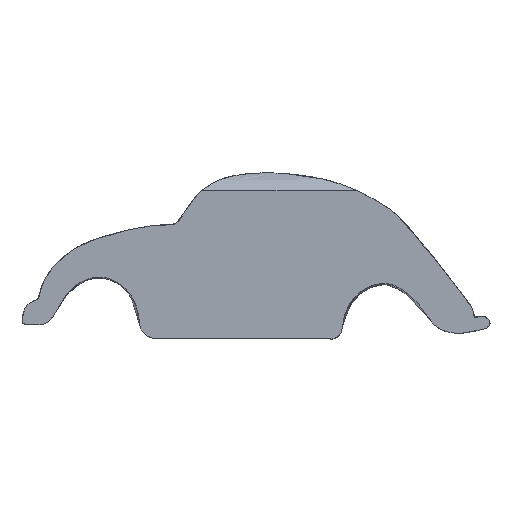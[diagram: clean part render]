
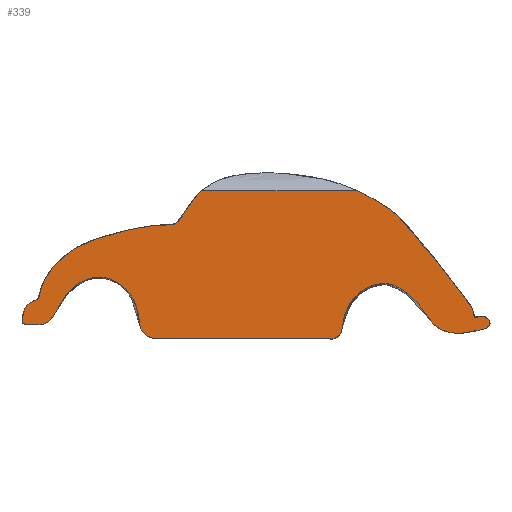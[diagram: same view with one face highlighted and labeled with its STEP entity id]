
A CAD part, left-side view. The second image highlights one B-rep face of the part: STEP entity #339.
In plain terms, the highlighted planar face has unit normal (-1, 0, 0).
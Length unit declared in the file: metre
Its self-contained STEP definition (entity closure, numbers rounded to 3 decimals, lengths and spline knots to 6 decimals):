
#22=PLANE('',#492);
#45=LINE('',#1223,#77);
#77=VECTOR('',#521,1.);
#120=ORIENTED_EDGE('',*,*,#203,.F.);
#121=ORIENTED_EDGE('',*,*,#198,.T.);
#198=EDGE_CURVE('',#240,#241,#262,.T.);
#203=EDGE_CURVE('',#240,#241,#45,.F.);
#240=VERTEX_POINT('',#1126);
#241=VERTEX_POINT('',#1127);
#262=B_SPLINE_CURVE_WITH_KNOTS('',3,(#1067,#1068,#1069,#1070,#1071,#1072,
#1073,#1074,#1075,#1076,#1077,#1078,#1079,#1080,#1081,#1082,#1083,#1084,
#1085,#1086,#1087,#1088,#1089,#1090,#1091,#1092,#1093,#1094,#1095,#1096,
#1097,#1098,#1099,#1100,#1101,#1102,#1103,#1104,#1105,#1106,#1107,#1108,
#1109,#1110,#1111,#1112,#1113,#1114,#1115,#1116,#1117,#1118,#1119,#1120,
#1121,#1122,#1123,#1124,#1125),.UNSPECIFIED.,.T.,.F.,(4,1,1,1,1,1,1,1,1,
1,1,1,1,1,1,1,1,1,1,1,1,1,1,1,1,1,1,1,1,1,1,1,1,1,1,1,1,1,1,1,1,1,1,1,1,
1,1,1,1,1,1,1,1,3,4),(0.010418,0.023368,0.035368,
0.04687,0.067024,0.088214,0.114154,
0.138973,0.158987,0.185977,0.211963,
0.239562,0.26651,0.286352,0.306662,
0.327038,0.338652,0.359267,0.384738,0.409355,
0.433741,0.454844,0.468799,0.482843,
0.497475,0.509204,0.522318,0.537163,
0.554587,0.574662,0.59168,0.608208,
0.625696,0.64521,0.661961,0.678056,
0.691775,0.705772,0.721173,0.775277,
0.785509,0.794664,0.805115,0.822714,
0.841932,0.860993,0.879506,0.897462,
0.915438,0.933764,0.951598,0.96924,
0.984159,1.,1.010418),.UNSPECIFIED.);
#272=EDGE_LOOP('',(#120,#121));
#296=FACE_BOUND('',#272,.T.);
#339=ADVANCED_FACE('',(#296),#22,.F.);
#492=AXIS2_PLACEMENT_3D('',#1222,#519,#520);
#519=DIRECTION('',(1.,0.,0.));
#520=DIRECTION('',(0.,1.,0.));
#521=DIRECTION('',(0.,1.,0.));
#1067=CARTESIAN_POINT('',(0.,-0.044534,-0.006833));
#1068=CARTESIAN_POINT('',(0.,-0.044428,-0.0063));
#1069=CARTESIAN_POINT('',(0.,-0.043199,-0.00508));
#1070=CARTESIAN_POINT('',(0.,-0.041123,-0.006297));
#1071=CARTESIAN_POINT('',(0.,-0.041383,-0.003907));
#1072=CARTESIAN_POINT('',(0.,-0.038059,-0.000505));
#1073=CARTESIAN_POINT('',(0.,-0.035467,0.003628));
#1074=CARTESIAN_POINT('',(0.,-0.030596,0.009381));
#1075=CARTESIAN_POINT('',(0.,-0.026088,0.014843));
#1076=CARTESIAN_POINT('',(0.,-0.022448,0.017539));
#1077=CARTESIAN_POINT('',(0.,-0.014846,0.021429));
#1078=CARTESIAN_POINT('',(0.,-0.007553,0.023053));
#1079=CARTESIAN_POINT('',(0.,0.00093,0.023885));
#1080=CARTESIAN_POINT('',(0.,0.009246,0.023004));
#1081=CARTESIAN_POINT('',(0.,0.013345,0.02076));
#1082=CARTESIAN_POINT('',(0.,0.016583,0.017591));
#1083=CARTESIAN_POINT('',(0.,0.018884,0.012945));
#1084=CARTESIAN_POINT('',(0.,0.020767,0.013111));
#1085=CARTESIAN_POINT('',(0.,0.025783,0.012827));
#1086=CARTESIAN_POINT('',(0.,0.032675,0.011129));
#1087=CARTESIAN_POINT('',(0.,0.039171,0.00903));
#1088=CARTESIAN_POINT('',(0.,0.044456,0.004787));
#1089=CARTESIAN_POINT('',(0.,0.047012,0.000266));
#1090=CARTESIAN_POINT('',(0.,0.047012,-0.002396));
#1091=CARTESIAN_POINT('',(0.,0.049751,-0.002903));
#1092=CARTESIAN_POINT('',(0.,0.050456,-0.005278));
#1093=CARTESIAN_POINT('',(0.,0.050873,-0.007362));
#1094=CARTESIAN_POINT('',(0.,0.048371,-0.007086));
#1095=CARTESIAN_POINT('',(0.,0.045794,-0.007577));
#1096=CARTESIAN_POINT('',(0.,0.043475,-0.004567));
#1097=CARTESIAN_POINT('',(0.,0.041496,-0.000554));
#1098=CARTESIAN_POINT('',(0.,0.038768,0.001439));
#1099=CARTESIAN_POINT('',(0.,0.035747,0.002595));
#1100=CARTESIAN_POINT('',(0.,0.032165,0.00218));
#1101=CARTESIAN_POINT('',(0.,0.028655,-0.000614));
#1102=CARTESIAN_POINT('',(0.,0.027288,-0.003487));
#1103=CARTESIAN_POINT('',(0.,0.026724,-0.00642));
#1104=CARTESIAN_POINT('',(0.,0.026555,-0.008622));
#1105=CARTESIAN_POINT('',(0.,0.024165,-0.010203));
#1106=CARTESIAN_POINT('',(0.,0.022271,-0.009952));
#1107=CARTESIAN_POINT('',(0.,-0.011502,-0.009848));
#1108=CARTESIAN_POINT('',(0.,-0.012413,-0.01031));
#1109=CARTESIAN_POINT('',(0.,-0.013527,-0.009844));
#1110=CARTESIAN_POINT('',(0.,-0.014521,-0.00892));
#1111=CARTESIAN_POINT('',(0.,-0.014735,-0.005225));
#1112=CARTESIAN_POINT('',(0.,-0.016742,-0.00159));
#1113=CARTESIAN_POINT('',(0.,-0.020184,0.000896));
#1114=CARTESIAN_POINT('',(0.,-0.024322,0.001392));
#1115=CARTESIAN_POINT('',(0.,-0.027523,-0.00067));
#1116=CARTESIAN_POINT('',(0.,-0.030318,-0.003065));
#1117=CARTESIAN_POINT('',(0.,-0.032113,-0.006482));
#1118=CARTESIAN_POINT('',(0.,-0.03499,-0.008845));
#1119=CARTESIAN_POINT('',(0.,-0.038722,-0.009163));
#1120=CARTESIAN_POINT('',(0.,-0.041047,-0.008629));
#1121=CARTESIAN_POINT('',(0.,-0.043228,-0.008296));
#1122=CARTESIAN_POINT('',(0.,-0.043911,-0.007893));
#1123=CARTESIAN_POINT('',(0.,-0.04436,-0.007628));
#1124=CARTESIAN_POINT('',(0.,-0.044619,-0.007263));
#1125=CARTESIAN_POINT('',(0.,-0.044534,-0.006833));
#1126=CARTESIAN_POINT('',(0.,0.014073,0.019923));
#1127=CARTESIAN_POINT('',(0.,-0.017566,0.019923));
#1222=CARTESIAN_POINT('',(0.,0.003229,0.003579));
#1223=CARTESIAN_POINT('',(0.,-0.025,0.019923));
